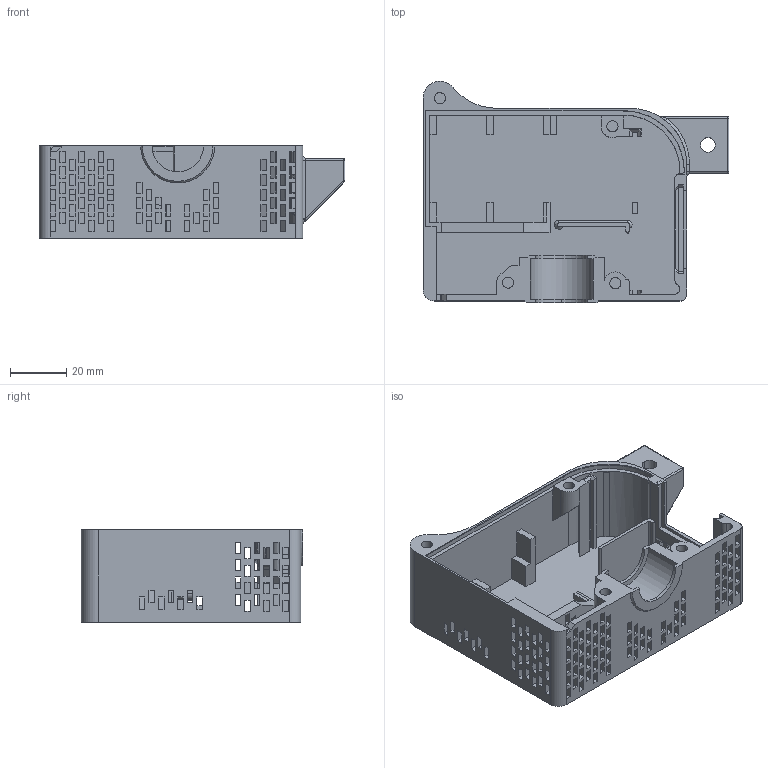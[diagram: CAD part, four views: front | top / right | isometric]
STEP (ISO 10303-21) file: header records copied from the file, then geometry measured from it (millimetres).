
FILE_DESCRIPTION (( 'STEP AP214' ), '1' );
FILE_NAME ('Body_Drawing_Left.STEP', '2023-10-18T16:40:57', ( '' ), ( '' ), 'SwSTEP 2.0', 'SolidWorks 2023', '' );
FILE_SCHEMA (( 'AUTOMOTIVE_DESIGN' ));
Length unit declared in the file: millimetre
Products named in the file (1): Body_Drawing_Left
Bounding box: 108.65 x 78.59 x 32.7 mm (x, y, z)
Volume: 52402.4 mm3; surface area: 43167.9 mm2
Topology: 1 solids, 1 shells, 929 faces, 2780 edges, 1828 vertices
Faces by surface type: plane 771, bspline 95, cylinder 51, cone 7, sphere 5
Entity records: 34984 total; most frequent: CARTESIAN_POINT 10181, ORIENTED_EDGE 5552, DIRECTION 4327, EDGE_CURVE 2776, VECTOR 2407, LINE 2407, VERTEX_POINT 1828, EDGE_LOOP 1180
